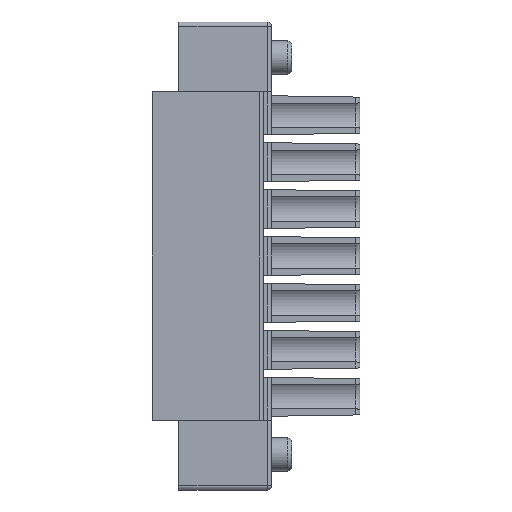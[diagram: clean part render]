
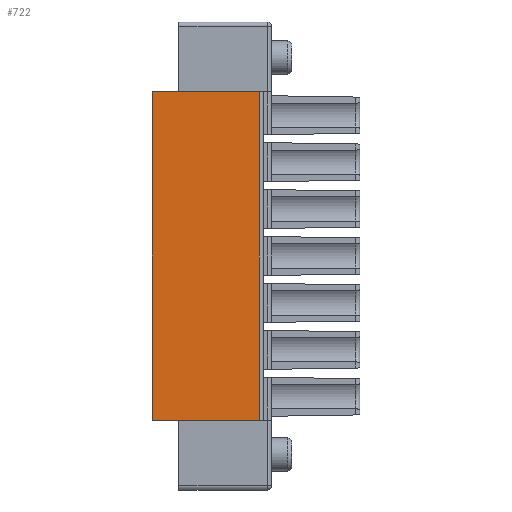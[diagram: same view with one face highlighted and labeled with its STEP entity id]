
A CAD part, front view. The second image highlights one B-rep face of the part: STEP entity #722.
In plain terms, the highlighted planar face has unit normal (0, -1, 0).
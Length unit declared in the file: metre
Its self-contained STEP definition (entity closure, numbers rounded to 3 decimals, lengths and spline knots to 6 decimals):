
#722=ADVANCED_FACE('',(#1984),#1985,.T.);
#1984=FACE_OUTER_BOUND('',#3837,.T.);
#1985=PLANE('',#3838);
#3837=EDGE_LOOP('',(#6065,#6066,#6067,#6068));
#3838=AXIS2_PLACEMENT_3D('',#6069,#6070,#6071);
#6065=ORIENTED_EDGE('',*,*,#11083,.F.);
#6066=ORIENTED_EDGE('',*,*,#11086,.F.);
#6067=ORIENTED_EDGE('',*,*,#11003,.T.);
#6068=ORIENTED_EDGE('',*,*,#11087,.T.);
#6069=CARTESIAN_POINT('',(0.006473,0.00051,-0.004367));
#6070=DIRECTION('',(0.,-1.0,0.));
#6071=DIRECTION('',(0.0,0.,-1.0));
#11003=EDGE_CURVE('',#13247,#13248,#13249,.T.);
#11083=EDGE_CURVE('',#13394,#13396,#13397,.T.);
#11086=EDGE_CURVE('',#13247,#13394,#13400,.T.);
#11087=EDGE_CURVE('',#13248,#13396,#13401,.T.);
#13247=VERTEX_POINT('',#16427);
#13248=VERTEX_POINT('',#16428);
#13249=LINE('',#16429,#16430);
#13394=VERTEX_POINT('',#16636);
#13396=VERTEX_POINT('',#16638);
#13397=LINE('',#16639,#16640);
#13400=LINE('',#16643,#16644);
#13401=LINE('',#16645,#16646);
#16427=CARTESIAN_POINT('',(-0.001527,0.00051,0.016633));
#16428=CARTESIAN_POINT('',(-0.001527,0.00051,-0.007867));
#16429=CARTESIAN_POINT('',(-0.001527,0.00051,-0.004367));
#16430=VECTOR('',#20496,1.0);
#16636=CARTESIAN_POINT('',(0.006473,0.00051,0.016633));
#16638=CARTESIAN_POINT('',(0.006473,0.00051,-0.007867));
#16639=CARTESIAN_POINT('',(0.006473,0.00051,-0.004367));
#16640=VECTOR('',#20603,1.0);
#16643=CARTESIAN_POINT('',(0.013673,0.00051,0.016633));
#16644=VECTOR('',#20607,1.0);
#16645=CARTESIAN_POINT('',(0.013673,0.00051,-0.007867));
#16646=VECTOR('',#20608,1.0);
#20496=DIRECTION('',(0.,0.,-1.0));
#20603=DIRECTION('',(0.,0.,-1.0));
#20607=DIRECTION('',(1.0,0.,0.));
#20608=DIRECTION('',(1.0,0.,0.));
